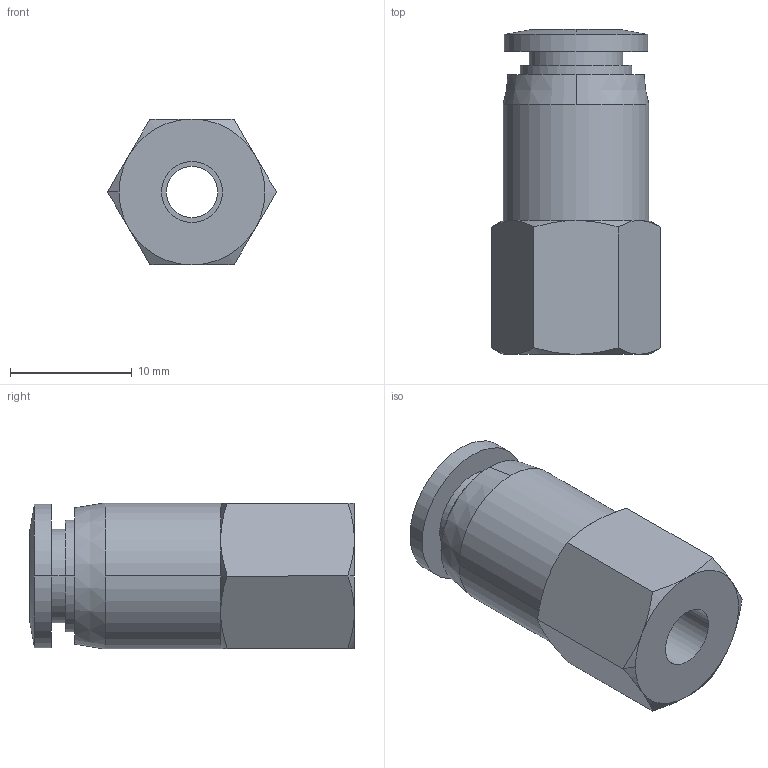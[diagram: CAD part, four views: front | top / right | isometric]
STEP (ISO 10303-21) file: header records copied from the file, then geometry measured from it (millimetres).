
FILE_DESCRIPTION (( 'STEP AP214' ), '1' );
FILE_NAME ('FS6M-M5.step', '2016-02-24T20:33:43', ( '' ), ( '' ), 'SwSTEP 2.0', 'SolidWorks 2015', '' );
FILE_SCHEMA (( 'AUTOMOTIVE_DESIGN' ));
Length unit declared in the file: inch
Products named in the file (1): FS6M-M5
Bounding box: 13.86 x 26.7 x 12 mm (x, y, z)
Volume: 2297.6 mm3; surface area: 1806.7 mm2
Topology: 1 solids, 1 shells, 46 faces, 104 edges, 65 vertices
Faces by surface type: cone 17, cylinder 14, plane 13, bspline 2
Entity records: 2064 total; most frequent: CARTESIAN_POINT 401, DIRECTION 221, ORIENTED_EDGE 208, EDGE_CURVE 104, AXIS2_PLACEMENT_3D 98, VERTEX_POINT 65, EDGE_LOOP 53, CIRCLE 53
